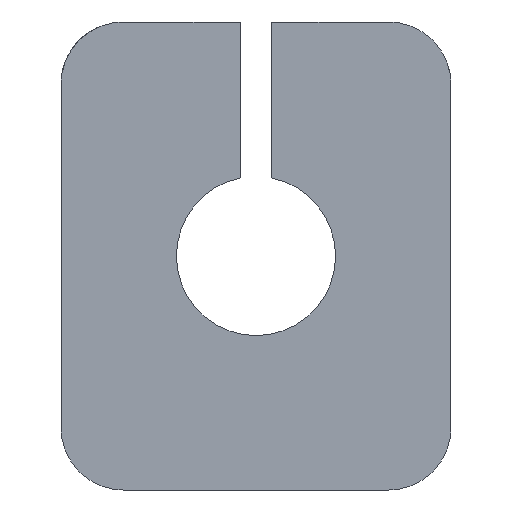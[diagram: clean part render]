
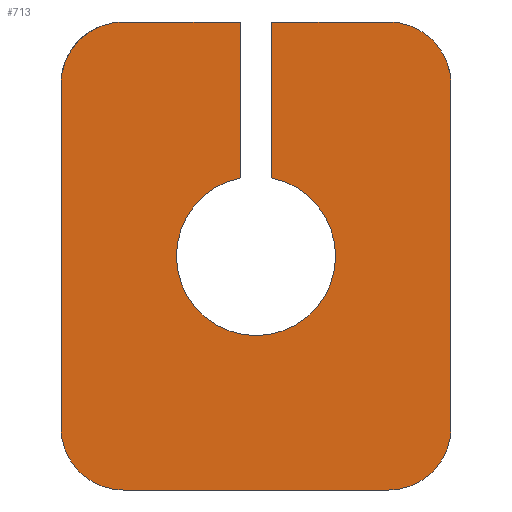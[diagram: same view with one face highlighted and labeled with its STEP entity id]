
A CAD part, left-side view. The second image highlights one B-rep face of the part: STEP entity #713.
In plain terms, the highlighted planar face has unit normal (-1, 0, 0).
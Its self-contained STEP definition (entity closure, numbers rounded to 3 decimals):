
#33=PLANE('',#786);
#56=FACE_OUTER_BOUND('',#89,.T.);
#89=EDGE_LOOP('',(#576,#577,#578,#579,#580,#581,#582,#583,#584,#585,#586,
#587));
#146=LINE('',#1111,#199);
#154=LINE('',#1178,#207);
#173=LINE('',#1292,#226);
#174=LINE('',#1293,#227);
#175=LINE('',#1295,#228);
#176=LINE('',#1299,#229);
#177=LINE('',#1300,#230);
#199=VECTOR('',#853,10.);
#207=VECTOR('',#877,10.);
#226=VECTOR('',#938,10.);
#227=VECTOR('',#939,10.);
#228=VECTOR('',#940,10.);
#229=VECTOR('',#943,10.);
#230=VECTOR('',#944,10.);
#242=CIRCLE('',#745,4.);
#257=CIRCLE('',#764,4.);
#264=CIRCLE('',#775,4.);
#269=CIRCLE('',#785,4.);
#270=CIRCLE('',#787,5.1);
#280=VERTEX_POINT('',#1008);
#281=VERTEX_POINT('',#1009);
#299=VERTEX_POINT('',#1109);
#307=VERTEX_POINT('',#1146);
#308=VERTEX_POINT('',#1148);
#312=VERTEX_POINT('',#1176);
#321=VERTEX_POINT('',#1202);
#322=VERTEX_POINT('',#1203);
#334=VERTEX_POINT('',#1288);
#335=VERTEX_POINT('',#1294);
#336=VERTEX_POINT('',#1296);
#337=VERTEX_POINT('',#1298);
#354=EDGE_CURVE('',#280,#281,#242,.T.);
#377=EDGE_CURVE('',#280,#299,#146,.T.);
#386=EDGE_CURVE('',#307,#308,#257,.T.);
#392=EDGE_CURVE('',#307,#312,#154,.T.);
#405=EDGE_CURVE('',#321,#322,#264,.T.);
#428=EDGE_CURVE('',#334,#299,#269,.T.);
#429=EDGE_CURVE('',#334,#322,#173,.T.);
#430=EDGE_CURVE('',#321,#308,#174,.T.);
#431=EDGE_CURVE('',#312,#335,#175,.T.);
#432=EDGE_CURVE('',#335,#336,#270,.T.);
#433=EDGE_CURVE('',#336,#337,#176,.T.);
#434=EDGE_CURVE('',#337,#281,#177,.T.);
#576=ORIENTED_EDGE('',*,*,#354,.F.);
#577=ORIENTED_EDGE('',*,*,#377,.T.);
#578=ORIENTED_EDGE('',*,*,#428,.F.);
#579=ORIENTED_EDGE('',*,*,#429,.T.);
#580=ORIENTED_EDGE('',*,*,#405,.F.);
#581=ORIENTED_EDGE('',*,*,#430,.T.);
#582=ORIENTED_EDGE('',*,*,#386,.F.);
#583=ORIENTED_EDGE('',*,*,#392,.T.);
#584=ORIENTED_EDGE('',*,*,#431,.T.);
#585=ORIENTED_EDGE('',*,*,#432,.T.);
#586=ORIENTED_EDGE('',*,*,#433,.T.);
#587=ORIENTED_EDGE('',*,*,#434,.T.);
#713=ADVANCED_FACE('',(#56),#33,.T.);
#745=AXIS2_PLACEMENT_3D('',#1010,#817,#818);
#764=AXIS2_PLACEMENT_3D('',#1149,#869,#870);
#775=AXIS2_PLACEMENT_3D('',#1204,#902,#903);
#785=AXIS2_PLACEMENT_3D('',#1290,#934,#935);
#786=AXIS2_PLACEMENT_3D('',#1291,#936,#937);
#787=AXIS2_PLACEMENT_3D('',#1297,#941,#942);
#817=DIRECTION('center_axis',(1.,0.,0.));
#818=DIRECTION('ref_axis',(0.,0.707,0.707));
#853=DIRECTION('',(0.,0.,-1.));
#869=DIRECTION('center_axis',(1.,0.,0.));
#870=DIRECTION('ref_axis',(0.,-0.707,0.707));
#877=DIRECTION('',(0.,1.,0.));
#902=DIRECTION('center_axis',(1.,0.,0.));
#903=DIRECTION('ref_axis',(0.,-0.707,-0.707));
#934=DIRECTION('center_axis',(1.,0.,0.));
#935=DIRECTION('ref_axis',(0.,0.707,-0.707));
#936=DIRECTION('center_axis',(-1.,0.,0.));
#937=DIRECTION('ref_axis',(0.,-1.,0.));
#938=DIRECTION('',(0.,-1.,0.));
#939=DIRECTION('',(0.,0.,1.));
#940=DIRECTION('',(0.,0.,-1.));
#941=DIRECTION('center_axis',(1.,0.,0.));
#942=DIRECTION('ref_axis',(0.,0.,-1.));
#943=DIRECTION('',(0.,0.,1.));
#944=DIRECTION('',(0.,1.,0.));
#1008=CARTESIAN_POINT('',(60.,45.,17.25));
#1009=CARTESIAN_POINT('',(60.,41.,21.25));
#1010=CARTESIAN_POINT('Origin',(60.,41.,17.25));
#1109=CARTESIAN_POINT('',(60.,45.,-4.75));
#1111=CARTESIAN_POINT('',(60.,45.,-8.75));
#1146=CARTESIAN_POINT('',(60.,24.,21.25));
#1148=CARTESIAN_POINT('',(60.,20.,17.25));
#1149=CARTESIAN_POINT('Origin',(60.,24.,17.25));
#1176=CARTESIAN_POINT('',(60.,31.5,21.25));
#1178=CARTESIAN_POINT('',(60.,45.,21.25));
#1202=CARTESIAN_POINT('',(60.,20.,-4.75));
#1203=CARTESIAN_POINT('',(60.,24.,-8.75));
#1204=CARTESIAN_POINT('Origin',(60.,24.,-4.75));
#1288=CARTESIAN_POINT('',(60.,41.,-8.75));
#1290=CARTESIAN_POINT('Origin',(60.,41.,-4.75));
#1291=CARTESIAN_POINT('Origin',(60.,45.,0.));
#1292=CARTESIAN_POINT('',(60.,20.,-8.75));
#1293=CARTESIAN_POINT('',(60.,20.,21.25));
#1294=CARTESIAN_POINT('',(60.,31.5,11.251));
#1295=CARTESIAN_POINT('',(60.,31.5,5.625));
#1296=CARTESIAN_POINT('',(60.,33.5,11.251));
#1297=CARTESIAN_POINT('Origin',(60.,32.5,6.25));
#1298=CARTESIAN_POINT('',(60.,33.5,21.25));
#1299=CARTESIAN_POINT('',(60.,33.5,6.25));
#1300=CARTESIAN_POINT('',(60.,45.,21.25));
